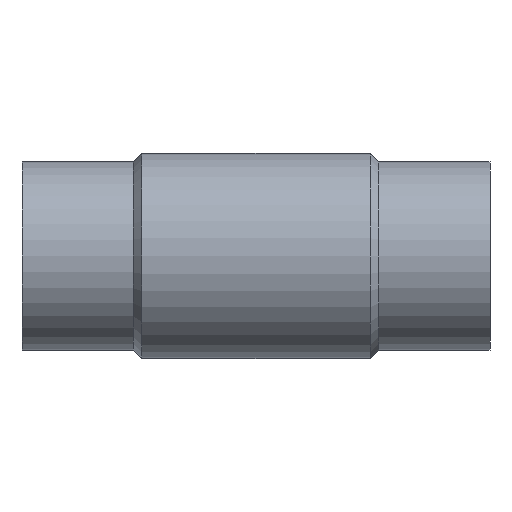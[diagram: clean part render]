
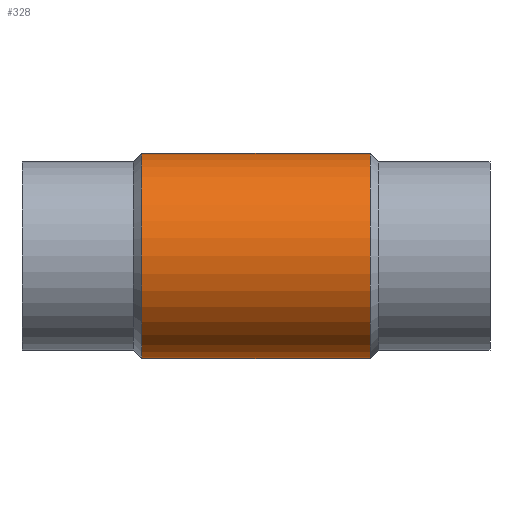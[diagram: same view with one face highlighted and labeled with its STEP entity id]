
A CAD part, front view. The second image highlights one B-rep face of the part: STEP entity #328.
In plain terms, the highlighted cylindrical face has radius 136.35 mm (diameter 272.7 mm), a full revolution.
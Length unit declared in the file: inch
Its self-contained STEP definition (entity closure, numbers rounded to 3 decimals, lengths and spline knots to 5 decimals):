
#8 = EDGE_CURVE ( 'NONE', #186, #186, #331, .T. ) ;
#19 = DIRECTION ( 'NONE',  ( 1., 0., 0. ) ) ;
#22 = CARTESIAN_POINT ( 'NONE',  ( -7.96641, 11.38665, 31.8159 ) ) ;
#45 = CIRCLE ( 'NONE', #191, 5.36811 ) ;
#61 = EDGE_LOOP ( 'NONE', ( #377 ) ) ;
#66 = CARTESIAN_POINT ( 'NONE',  ( -13.93688, 16.75476, 26.44779 ) ) ;
#69 = CARTESIAN_POINT ( 'NONE',  ( -7.96641, 11.38665, 21.07968 ) ) ;
#100 = FACE_OUTER_BOUND ( 'NONE', #61, .T. ) ;
#103 = VERTEX_POINT ( 'NONE', #290 ) ;
#106 = EDGE_CURVE ( 'NONE', #103, #237, #411, .T. ) ;
#108 = AXIS2_PLACEMENT_3D ( 'NONE', #497, #271, #257 ) ;
#116 = CARTESIAN_POINT ( 'NONE',  ( -7.96641, 11.38665, 26.44779 ) ) ;
#132 = DIRECTION ( 'NONE',  ( 1., 0., 0. ) ) ;
#139 = DIRECTION ( 'NONE',  ( 0., 1., 0. ) ) ;
#141 = CARTESIAN_POINT ( 'NONE',  ( -1.99594, 16.75476, 26.44779 ) ) ;
#165 = EDGE_LOOP ( 'NONE', ( #586 ) ) ;
#186 = VERTEX_POINT ( 'NONE', #66 ) ;
#191 = AXIS2_PLACEMENT_3D ( 'NONE', #462, #19, #139 ) ;
#205 = AXIS2_PLACEMENT_3D ( 'NONE', #116, #132, #254 ) ;
#228 = CYLINDRICAL_SURFACE ( 'NONE', #205, 5.36811 ) ;
#237 = VERTEX_POINT ( 'NONE', #22 ) ;
#242 = CARTESIAN_POINT ( 'NONE',  ( -18.70263, 22.12287, 21.07968 ) ) ;
#254 = DIRECTION ( 'NONE',  ( 0., 0., -1. ) ) ;
#256 = CARTESIAN_POINT ( 'NONE',  ( 2.76981, 22.12287, 21.07968 ) ) ;
#257 = DIRECTION ( 'NONE',  ( 0., 1., 0. ) ) ;
#268 = EDGE_LOOP ( 'NONE', ( #438, #604 ) ) ;
#271 = DIRECTION ( 'NONE',  ( -1., 0., 0. ) ) ;
#290 = CARTESIAN_POINT ( 'NONE',  ( -7.96641, 11.38665, 21.07968 ) ) ;
#307 = CARTESIAN_POINT ( 'NONE',  ( 2.76981, 22.12287, 31.8159 ) ) ;
#322 =( BOUNDED_CURVE ( )  B_SPLINE_CURVE ( 3, ( #595, #365, #242, #69 ),
 .UNSPECIFIED., .F., .T. ) 
 B_SPLINE_CURVE_WITH_KNOTS ( ( 4, 4 ),
 ( 1.5708, 4.71239 ),
 .UNSPECIFIED. ) 
 CURVE ( )  GEOMETRIC_REPRESENTATION_ITEM ( )  RATIONAL_B_SPLINE_CURVE ( ( 1., 0.333, 0.333, 1. ) ) 
 REPRESENTATION_ITEM ( '' )  );
#328 = ADVANCED_FACE ( 'NONE', ( #601, #382, #100 ), #228, .T. ) ;
#331 = CIRCLE ( 'NONE', #108, 5.36811 ) ;
#352 = VERTEX_POINT ( 'NONE', #141 ) ;
#360 = CARTESIAN_POINT ( 'NONE',  ( -7.96641, 11.38665, 21.07968 ) ) ;
#365 = CARTESIAN_POINT ( 'NONE',  ( -18.70263, 22.12287, 31.8159 ) ) ;
#377 = ORIENTED_EDGE ( 'NONE', *, *, #580, .F. ) ;
#382 = FACE_OUTER_BOUND ( 'NONE', #165, .T. ) ;
#411 =( BOUNDED_CURVE ( )  B_SPLINE_CURVE ( 3, ( #360, #256, #307, #447 ),
 .UNSPECIFIED., .F., .T. ) 
 B_SPLINE_CURVE_WITH_KNOTS ( ( 4, 4 ),
 ( 1.5708, 4.71239 ),
 .UNSPECIFIED. ) 
 CURVE ( )  GEOMETRIC_REPRESENTATION_ITEM ( )  RATIONAL_B_SPLINE_CURVE ( ( 1., 0.333, 0.333, 1. ) ) 
 REPRESENTATION_ITEM ( '' )  );
#438 = ORIENTED_EDGE ( 'NONE', *, *, #490, .T. ) ;
#447 = CARTESIAN_POINT ( 'NONE',  ( -7.96641, 11.38665, 31.8159 ) ) ;
#462 = CARTESIAN_POINT ( 'NONE',  ( -1.99594, 11.38665, 26.44779 ) ) ;
#490 = EDGE_CURVE ( 'NONE', #237, #103, #322, .T. ) ;
#497 = CARTESIAN_POINT ( 'NONE',  ( -13.93688, 11.38665, 26.44779 ) ) ;
#580 = EDGE_CURVE ( 'NONE', #352, #352, #45, .T. ) ;
#586 = ORIENTED_EDGE ( 'NONE', *, *, #8, .F. ) ;
#595 = CARTESIAN_POINT ( 'NONE',  ( -7.96641, 11.38665, 31.8159 ) ) ;
#601 = FACE_BOUND ( 'NONE', #268, .T. ) ;
#604 = ORIENTED_EDGE ( 'NONE', *, *, #106, .T. ) ;
